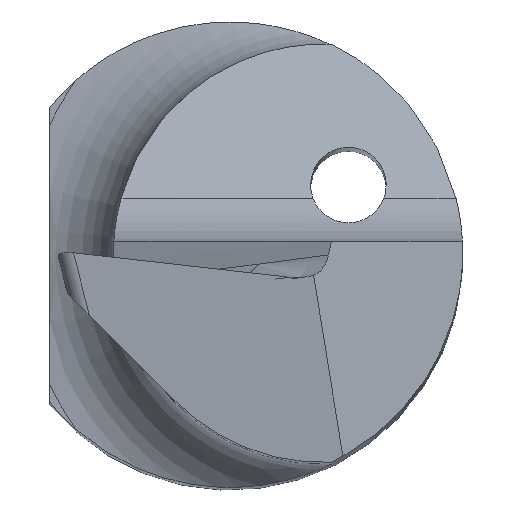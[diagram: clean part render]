
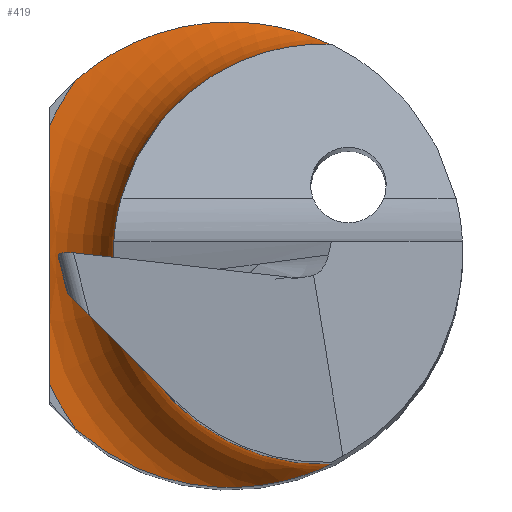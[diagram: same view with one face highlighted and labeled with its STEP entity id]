
A CAD part, top view. The second image highlights one B-rep face of the part: STEP entity #419.
In plain terms, the highlighted toroidal (fillet/blend) face has major radius 2.601 mm and minor radius 0.8 mm.
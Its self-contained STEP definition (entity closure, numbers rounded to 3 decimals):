
#9 = DIRECTION ( 'NONE',  ( 0., 0., -1. ) ) ;
#33 = ORIENTED_EDGE ( 'NONE', *, *, #434, .T. ) ;
#49 = CARTESIAN_POINT ( 'NONE',  ( -1.16, 1.645, 13.751 ) ) ;
#63 = CARTESIAN_POINT ( 'NONE',  ( -1.55, -0.186, 13.791 ) ) ;
#67 = CARTESIAN_POINT ( 'NONE',  ( -1.55, 0.185, 13.791 ) ) ;
#68 = VERTEX_POINT ( 'NONE', #765 ) ;
#91 = CARTESIAN_POINT ( 'NONE',  ( 0.083, -2.01, 13.902 ) ) ;
#96 = CARTESIAN_POINT ( 'NONE',  ( -1.55, -1.113, 13.751 ) ) ;
#106 = DIRECTION ( 'NONE',  ( 1., 0., 0. ) ) ;
#115 = CARTESIAN_POINT ( 'NONE',  ( 0.672, 1.885, 14.178 ) ) ;
#119 = EDGE_CURVE ( 'NONE', #596, #68, #257, .T. ) ;
#126 = EDGE_CURVE ( 'NONE', #340, #146, #863, .T. ) ;
#128 = CARTESIAN_POINT ( 'NONE',  ( -1.55, 0.742, 13.763 ) ) ;
#146 = VERTEX_POINT ( 'NONE', #336 ) ;
#148 = CARTESIAN_POINT ( 'NONE',  ( 0.872, -1.8, 14.551 ) ) ;
#161 = CARTESIAN_POINT ( 'NONE',  ( 0.801, 0., 14.551 ) ) ;
#173 = CARTESIAN_POINT ( 'NONE',  ( -0.666, 1.889, 13.779 ) ) ;
#177 = DIRECTION ( 'NONE',  ( 0., 0., 1. ) ) ;
#193 = CARTESIAN_POINT ( 'NONE',  ( -1.55, 1.113, 13.751 ) ) ;
#206 = B_SPLINE_CURVE_WITH_KNOTS ( 'NONE', 3,
 ( #781, #431, #845, #115, #302, #382, #377, #523, #707, #311, #582, #508, #173, #664, #49, #798 ),
 .UNSPECIFIED., .F., .F.,
 ( 4, 2, 2, 2, 2, 2, 2, 4 ),
 ( 0., 0., 0.001, 0.001, 0.001, 0.002, 0.002, 0.003 ),
 .UNSPECIFIED. ) ;
#224 = ORIENTED_EDGE ( 'NONE', *, *, #126, .T. ) ;
#228 = CARTESIAN_POINT ( 'NONE',  ( 0.581, -1.916, 14.117 ) ) ;
#243 = VERTEX_POINT ( 'NONE', #297 ) ;
#244 = DIRECTION ( 'NONE',  ( 0., 0., 1. ) ) ;
#247 = TOROIDAL_SURFACE ( 'NONE', #815, 2.601, 0.8 ) ;
#257 = CIRCLE ( 'NONE', #388, 2.601 ) ;
#273 = DIRECTION ( 'NONE',  ( 1., 0., 0. ) ) ;
#278 = CARTESIAN_POINT ( 'NONE',  ( 0.872, -1.8, 14.439 ) ) ;
#288 = DIRECTION ( 'NONE',  ( 0., 0., -1. ) ) ;
#297 = CARTESIAN_POINT ( 'NONE',  ( 0.872, -1.8, 14.551 ) ) ;
#302 = CARTESIAN_POINT ( 'NONE',  ( 0.582, 1.916, 14.117 ) ) ;
#303 = ORIENTED_EDGE ( 'NONE', *, *, #119, .T. ) ;
#305 = AXIS2_PLACEMENT_3D ( 'NONE', #161, #288, #106 ) ;
#311 = CARTESIAN_POINT ( 'NONE',  ( -0.24, 1.988, 13.835 ) ) ;
#336 = CARTESIAN_POINT ( 'NONE',  ( -1.326, -1.497, 13.751 ) ) ;
#340 = VERTEX_POINT ( 'NONE', #96 ) ;
#377 = CARTESIAN_POINT ( 'NONE',  ( 0.29, 1.982, 13.975 ) ) ;
#382 = CARTESIAN_POINT ( 'NONE',  ( 0.392, 1.964, 14.016 ) ) ;
#388 = AXIS2_PLACEMENT_3D ( 'NONE', #853, #244, #513 ) ;
#392 = CARTESIAN_POINT ( 'NONE',  ( -1.55, 0.371, 13.783 ) ) ;
#393 = CARTESIAN_POINT ( 'NONE',  ( -1.55, -0.371, 13.783 ) ) ;
#409 = FACE_OUTER_BOUND ( 'NONE', #592, .T. ) ;
#417 = CARTESIAN_POINT ( 'NONE',  ( -1.159, -1.645, 13.751 ) ) ;
#419 = ADVANCED_FACE ( 'NONE', ( #409 ), #247, .F. ) ;
#431 = CARTESIAN_POINT ( 'NONE',  ( 0.872, 1.8, 14.439 ) ) ;
#434 = EDGE_CURVE ( 'NONE', #837, #596, #206, .T. ) ;
#436 = ORIENTED_EDGE ( 'NONE', *, *, #612, .T. ) ;
#448 = DIRECTION ( 'NONE',  ( 1., 0., 0. ) ) ;
#464 = CARTESIAN_POINT ( 'NONE',  ( -1.55, -0.927, 13.751 ) ) ;
#477 = AXIS2_PLACEMENT_3D ( 'NONE', #793, #177, #448 ) ;
#488 = CARTESIAN_POINT ( 'NONE',  ( 0.801, 0., 14.551 ) ) ;
#490 = CARTESIAN_POINT ( 'NONE',  ( -0.974, -1.761, 13.756 ) ) ;
#504 = CARTESIAN_POINT ( 'NONE',  ( -0.564, -1.932, 13.787 ) ) ;
#508 = CARTESIAN_POINT ( 'NONE',  ( -0.562, 1.923, 13.789 ) ) ;
#513 = DIRECTION ( 'NONE',  ( 1., 0., 0. ) ) ;
#523 = CARTESIAN_POINT ( 'NONE',  ( 0.081, 2.001, 13.907 ) ) ;
#564 = CARTESIAN_POINT ( 'NONE',  ( 0.671, -1.886, 14.178 ) ) ;
#582 = CARTESIAN_POINT ( 'NONE',  ( -0.349, 1.972, 13.817 ) ) ;
#592 = EDGE_LOOP ( 'NONE', ( #33, #303, #436, #224, #785, #858 ) ) ;
#596 = VERTEX_POINT ( 'NONE', #869 ) ;
#612 = EDGE_CURVE ( 'NONE', #68, #340, #697, .T. ) ;
#632 = B_SPLINE_CURVE_WITH_KNOTS ( 'NONE', 3,
 ( #633, #417, #490, #504, #708, #91, #773, #228, #564, #693, #278, #148 ),
 .UNSPECIFIED., .F., .F.,
 ( 4, 2, 2, 2, 2, 4 ),
 ( 0., 0.001, 0.001, 0.002, 0.002, 0.003 ),
 .UNSPECIFIED. ) ;
#633 = CARTESIAN_POINT ( 'NONE',  ( -1.326, -1.497, 13.751 ) ) ;
#636 = CIRCLE ( 'NONE', #305, 1.801 ) ;
#664 = CARTESIAN_POINT ( 'NONE',  ( -0.97, 1.763, 13.756 ) ) ;
#693 = CARTESIAN_POINT ( 'NONE',  ( 0.816, -1.828, 14.336 ) ) ;
#697 = B_SPLINE_CURVE_WITH_KNOTS ( 'NONE', 3,
 ( #193, #741, #128, #392, #67, #63, #393, #805, #464, #738 ),
 .UNSPECIFIED., .F., .F.,
 ( 4, 2, 2, 2, 4 ),
 ( 0., 0.001, 0.001, 0.002, 0.002 ),
 .UNSPECIFIED. ) ;
#707 = CARTESIAN_POINT ( 'NONE',  ( -0.026, 2.003, 13.88 ) ) ;
#708 = CARTESIAN_POINT ( 'NONE',  ( -0.352, -1.981, 13.812 ) ) ;
#738 = CARTESIAN_POINT ( 'NONE',  ( -1.55, -1.113, 13.751 ) ) ;
#741 = CARTESIAN_POINT ( 'NONE',  ( -1.55, 0.927, 13.751 ) ) ;
#763 = CARTESIAN_POINT ( 'NONE',  ( 0.872, 1.8, 14.551 ) ) ;
#765 = CARTESIAN_POINT ( 'NONE',  ( -1.55, 1.113, 13.751 ) ) ;
#773 = CARTESIAN_POINT ( 'NONE',  ( 0.293, -1.988, 13.963 ) ) ;
#781 = CARTESIAN_POINT ( 'NONE',  ( 0.872, 1.8, 14.551 ) ) ;
#785 = ORIENTED_EDGE ( 'NONE', *, *, #816, .T. ) ;
#793 = CARTESIAN_POINT ( 'NONE',  ( 0.801, 0., 13.751 ) ) ;
#798 = CARTESIAN_POINT ( 'NONE',  ( -1.326, 1.497, 13.751 ) ) ;
#805 = CARTESIAN_POINT ( 'NONE',  ( -1.55, -0.742, 13.763 ) ) ;
#815 = AXIS2_PLACEMENT_3D ( 'NONE', #488, #9, #273 ) ;
#816 = EDGE_CURVE ( 'NONE', #146, #243, #632, .T. ) ;
#824 = EDGE_CURVE ( 'NONE', #243, #837, #636, .T. ) ;
#837 = VERTEX_POINT ( 'NONE', #763 ) ;
#845 = CARTESIAN_POINT ( 'NONE',  ( 0.816, 1.828, 14.336 ) ) ;
#853 = CARTESIAN_POINT ( 'NONE',  ( 0.801, 0., 13.751 ) ) ;
#858 = ORIENTED_EDGE ( 'NONE', *, *, #824, .T. ) ;
#863 = CIRCLE ( 'NONE', #477, 2.601 ) ;
#869 = CARTESIAN_POINT ( 'NONE',  ( -1.326, 1.497, 13.751 ) ) ;
